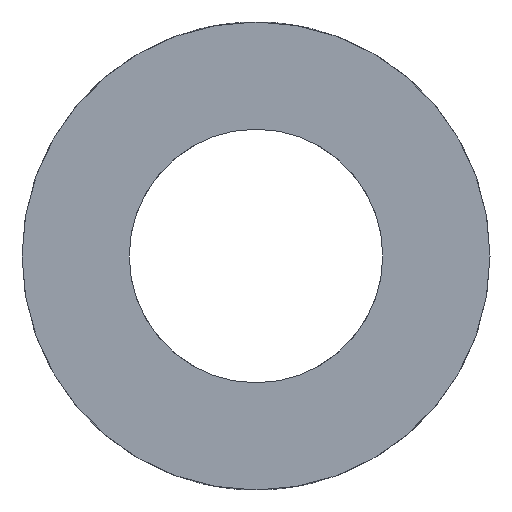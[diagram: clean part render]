
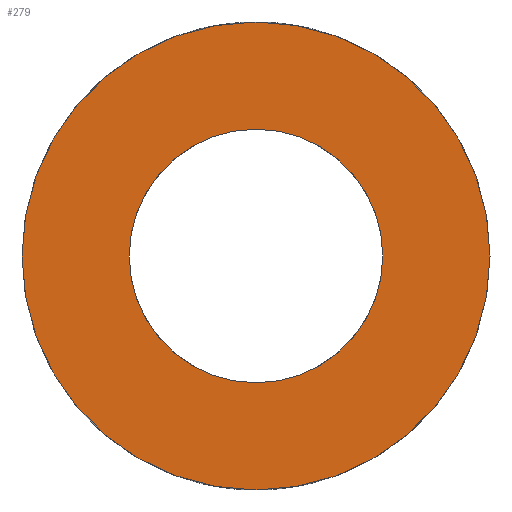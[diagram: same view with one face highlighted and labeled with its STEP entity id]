
A CAD part, front view. The second image highlights one B-rep face of the part: STEP entity #279.
In plain terms, the highlighted planar face has unit normal (0, -1, 0).
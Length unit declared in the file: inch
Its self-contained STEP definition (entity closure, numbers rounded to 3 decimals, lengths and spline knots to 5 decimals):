
#4 = VERTEX_POINT ( 'NONE', #353 ) ;
#5 = VERTEX_POINT ( 'NONE', #352 ) ;
#9 = EDGE_CURVE ( 'NONE', #4, #5, #349, .T. ) ;
#74 = VERTEX_POINT ( 'NONE', #521 ) ;
#76 = EDGE_CURVE ( 'NONE', #106, #74, #515, .T. ) ;
#81 = EDGE_CURVE ( 'NONE', #5, #4, #506, .T. ) ;
#106 = VERTEX_POINT ( 'NONE', #560 ) ;
#262 = ORIENTED_EDGE ( 'NONE', *, *, #76, .F. ) ;
#278 = EDGE_CURVE ( 'NONE', #74, #106, #868, .T. ) ;
#279 = ADVANCED_FACE ( 'NONE', ( #863, #862 ), #860, .T. ) ;
#280 = EDGE_LOOP ( 'NONE', ( #281, #282 ) ) ;
#281 = ORIENTED_EDGE ( 'NONE', *, *, #9, .T. ) ;
#282 = ORIENTED_EDGE ( 'NONE', *, *, #81, .T. ) ;
#283 = EDGE_LOOP ( 'NONE', ( #284, #262 ) ) ;
#284 = ORIENTED_EDGE ( 'NONE', *, *, #278, .F. ) ;
#345 = DIRECTION ( 'NONE',  ( 1., 0., 0. ) ) ;
#346 = DIRECTION ( 'NONE',  ( 0., -1., 0. ) ) ;
#347 = CARTESIAN_POINT ( 'NONE',  ( 0., 0., 0. ) ) ;
#348 = AXIS2_PLACEMENT_3D ( 'NONE', #347, #346, #345 ) ;
#349 = CIRCLE ( 'NONE', #348, 0.156 ) ;
#352 = CARTESIAN_POINT ( 'NONE',  ( -0.156, 0., 0. ) ) ;
#353 = CARTESIAN_POINT ( 'NONE',  ( 0.156, 0., 0. ) ) ;
#502 = DIRECTION ( 'NONE',  ( 1., 0., 0. ) ) ;
#503 = DIRECTION ( 'NONE',  ( 0., -1., 0. ) ) ;
#504 = CARTESIAN_POINT ( 'NONE',  ( 0., 0., 0. ) ) ;
#505 = AXIS2_PLACEMENT_3D ( 'NONE', #504, #503, #502 ) ;
#506 = CIRCLE ( 'NONE', #505, 0.156 ) ;
#511 = DIRECTION ( 'NONE',  ( 1., 0., 0. ) ) ;
#512 = DIRECTION ( 'NONE',  ( 0., -1., 0. ) ) ;
#513 = CARTESIAN_POINT ( 'NONE',  ( 0., 0., 0. ) ) ;
#514 = AXIS2_PLACEMENT_3D ( 'NONE', #513, #512, #511 ) ;
#515 = CIRCLE ( 'NONE', #514, 0.0845 ) ;
#521 = CARTESIAN_POINT ( 'NONE',  ( 0.0845, 0., 0. ) ) ;
#560 = CARTESIAN_POINT ( 'NONE',  ( -0.0845, 0., 0. ) ) ;
#856 = DIRECTION ( 'NONE',  ( 1., 0., 0. ) ) ;
#857 = DIRECTION ( 'NONE',  ( 0., -1., 0. ) ) ;
#858 = CARTESIAN_POINT ( 'NONE',  ( 0.0845, 0., 0. ) ) ;
#859 = AXIS2_PLACEMENT_3D ( 'NONE', #858, #857, #856 ) ;
#860 = PLANE ( 'NONE',  #859 ) ;
#862 = FACE_BOUND ( 'NONE', #283, .T. ) ;
#863 = FACE_OUTER_BOUND ( 'NONE', #280, .T. ) ;
#864 = DIRECTION ( 'NONE',  ( 1., 0., 0. ) ) ;
#865 = DIRECTION ( 'NONE',  ( 0., -1., 0. ) ) ;
#866 = CARTESIAN_POINT ( 'NONE',  ( 0., 0., 0. ) ) ;
#867 = AXIS2_PLACEMENT_3D ( 'NONE', #866, #865, #864 ) ;
#868 = CIRCLE ( 'NONE', #867, 0.0845 ) ;
